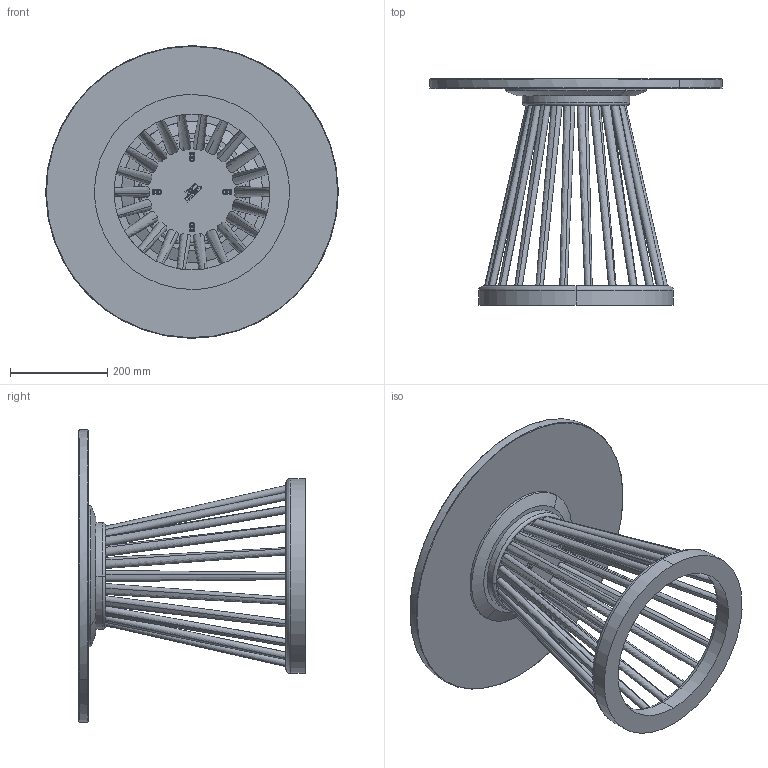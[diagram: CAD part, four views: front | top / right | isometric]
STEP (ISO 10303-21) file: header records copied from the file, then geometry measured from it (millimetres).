
FILE_DESCRIPTION(/* description */ (''),/* implementation_level */ '2;1');
FILE_NAME(/* name */ 'Table 600',/* time_stamp */ '2022-07-13T11:47:22+01:00',/* author */ (''),/* organization */ (''),/* preprocessor_version */ 'ST-DEVELOPER v16.5',/* originating_system */ '',/* authorisation */ '');
FILE_SCHEMA (('AUTOMOTIVE_DESIGN'));
Length unit declared in the file: millimetre
Products named in the file (6): Table 600; 2020-08-12 Table Base; 121114 Short Base-Splines; 121114 Short Base-Top Plate; 121114 Short Base-Base; Top Marble 600
Assembly tree (5 placements, depth 3):
  Table 600
    2020-08-12 Table Base
      121114 Short Base-Splines
      121114 Short Base-Top Plate
      121114 Short Base-Base
    Top Marble 600
Bounding box: 599.98 x 465 x 599.98 mm (x, y, z)
Volume: 11012448.5 mm3; surface area: 1521260.7 mm2
Topology: 30 solids, 30 shells, 720 faces, 1537 edges, 1018 vertices
Faces by surface type: plane 361, bspline 359
Entity records: 61672 total; most frequent: CARTESIAN_POINT 50484, ORIENTED_EDGE 3074, EDGE_CURVE 1537, B_SPLINE_CURVE_WITH_KNOTS 1351, VERTEX_POINT 1018, EDGE_LOOP 879, ADVANCED_FACE 720, FACE_OUTER_BOUND 720
